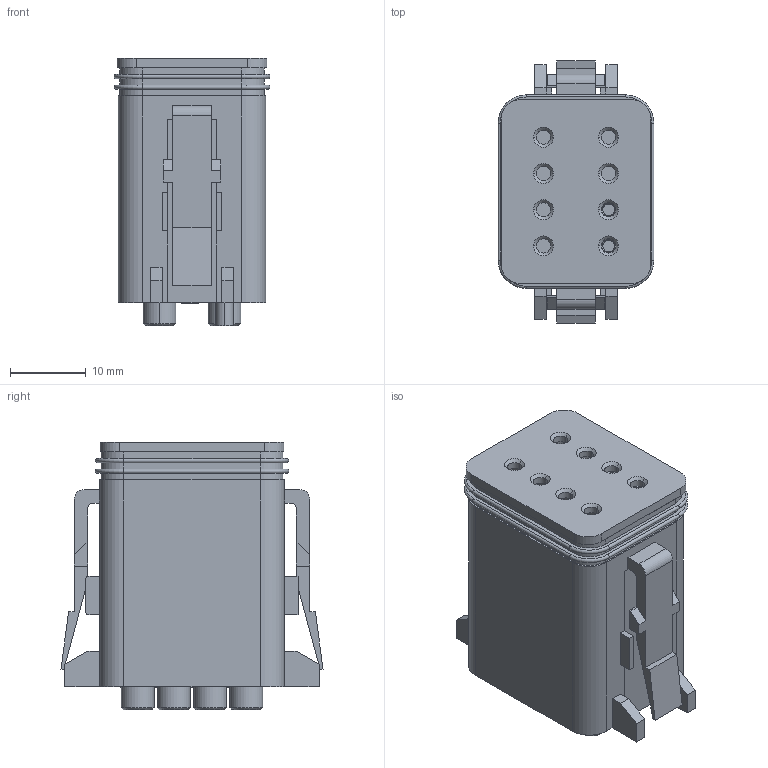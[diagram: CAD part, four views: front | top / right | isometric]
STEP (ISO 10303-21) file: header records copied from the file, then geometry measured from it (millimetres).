
FILE_DESCRIPTION (( 'STEP AP214' ), '1' );
FILE_NAME ('0697_step.STEP', '2011-08-03T20:24:08', ( 'RUlrich' ), ( 'Genco' ), 'SwSTEP 2.0', 'SolidWorks 2010', '' );
FILE_SCHEMA (( 'AUTOMOTIVE_DESIGN' ));
Length unit declared in the file: inch
Products named in the file (1): 0697_step
Bounding box: 20.55 x 34.54 x 35.28 mm (x, y, z)
Volume: 15163 mm3; surface area: 11268.3 mm2
Topology: 12 solids, 12 shells, 682 faces, 1750 edges, 1146 vertices
Faces by surface type: plane 353, cylinder 169, bspline 92, cone 28, torus 24, sphere 16
Entity records: 34869 total; most frequent: CARTESIAN_POINT 9421, ORIENTED_EDGE 3500, DIRECTION 3174, EDGE_CURVE 1750, VERTEX_POINT 1146, LINE 1120, VECTOR 1120, AXIS2_PLACEMENT_3D 1027
